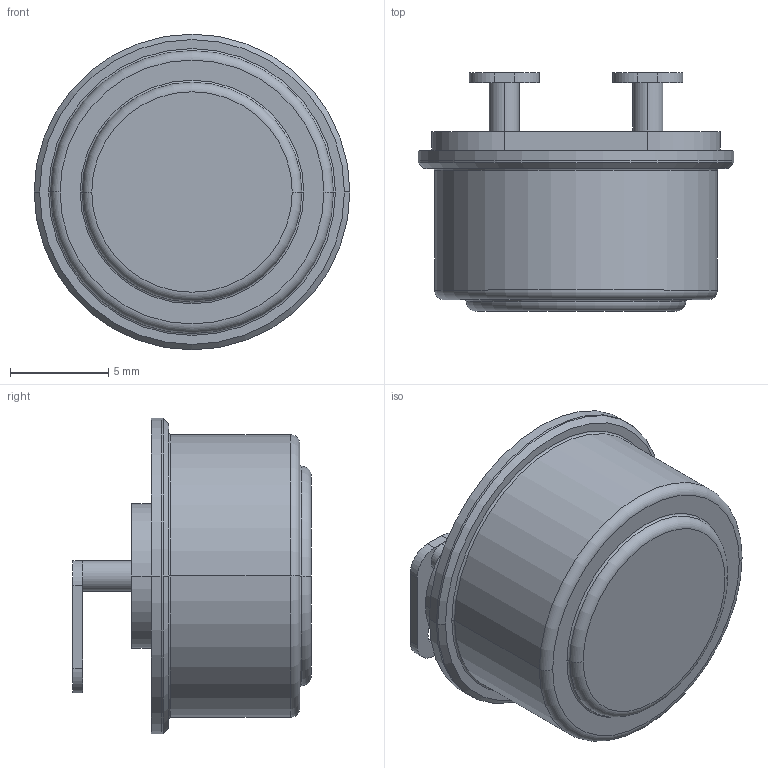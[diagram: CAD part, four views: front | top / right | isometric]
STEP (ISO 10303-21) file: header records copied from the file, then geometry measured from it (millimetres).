
FILE_DESCRIPTION (( 'STEP AP214' ), '1' );
FILE_NAME ('4344-32.STEP', '2021-07-21T03:18:43', ( '' ), ( '' ), 'SwSTEP 2.0', 'SolidWorks 2020', '' );
FILE_SCHEMA (( 'AUTOMOTIVE_DESIGN' ));
Length unit declared in the file: inch
Products named in the file (1): 4344-32
Bounding box: 16.08 x 12.14 x 16.08 mm (x, y, z)
Surface area: 1184 mm2 (no closed solid volume)
Topology: 0 solids, 8 shells, 180 faces, 574 edges, 402 vertices
Faces by surface type: plane 100, bspline 37, cylinder 33, torus 8, cone 2
Entity records: 10893 total; most frequent: CARTESIAN_POINT 3752, ORIENTED_EDGE 946, DIRECTION 858, EDGE_CURVE 574, VERTEX_POINT 402, LINE 384, VECTOR 384, AXIS2_PLACEMENT_3D 237
